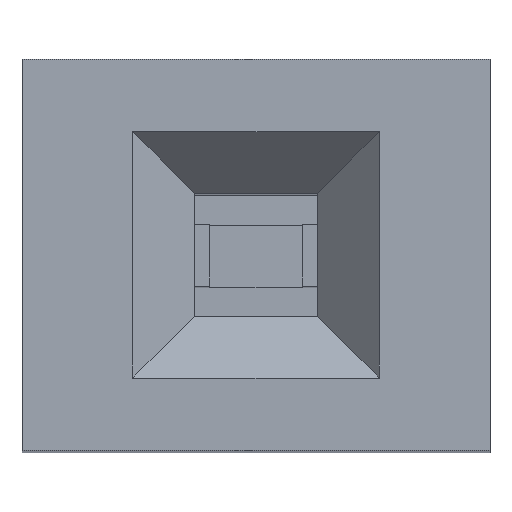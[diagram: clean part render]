
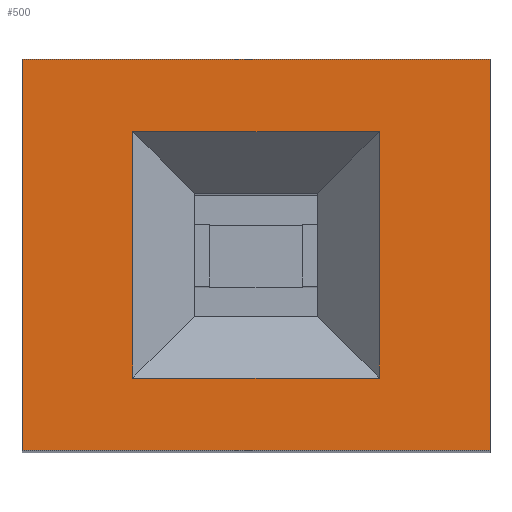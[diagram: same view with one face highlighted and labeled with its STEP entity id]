
A CAD part, top view. The second image highlights one B-rep face of the part: STEP entity #500.
In plain terms, the highlighted planar face has unit normal (0, 0, 1).
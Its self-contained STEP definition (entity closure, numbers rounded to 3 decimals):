
#39 = VERTEX_POINT ( 'NONE', #995 ) ;
#41 = VERTEX_POINT ( 'NONE', #1203 ) ;
#52 = VECTOR ( 'NONE', #925, 1000. ) ;
#103 = VERTEX_POINT ( 'NONE', #613 ) ;
#107 = VECTOR ( 'NONE', #668, 1000. ) ;
#169 = CARTESIAN_POINT ( 'NONE',  ( 0.8, -0.8, 8.5 ) ) ;
#195 = ORIENTED_EDGE ( 'NONE', *, *, #836, .F. ) ;
#206 = LINE ( 'NONE', #355, #52 ) ;
#267 = DIRECTION ( 'NONE',  ( 1., 0., 0. ) ) ;
#273 = VERTEX_POINT ( 'NONE', #169 ) ;
#278 = DIRECTION ( 'NONE',  ( -1., 0., 0. ) ) ;
#287 = PLANE ( 'NONE',  #519 ) ;
#289 = VECTOR ( 'NONE', #425, 1000. ) ;
#302 = EDGE_CURVE ( 'NONE', #412, #1189, #708, .T. ) ;
#306 = VECTOR ( 'NONE', #1228, 1000. ) ;
#327 = VERTEX_POINT ( 'NONE', #938 ) ;
#355 = CARTESIAN_POINT ( 'NONE',  ( 1.52, 1.27, 8.5 ) ) ;
#412 = VERTEX_POINT ( 'NONE', #1159 ) ;
#425 = DIRECTION ( 'NONE',  ( 0., -1., 0. ) ) ;
#451 = CARTESIAN_POINT ( 'NONE',  ( 1.52, -1.27, 8.5 ) ) ;
#463 = CARTESIAN_POINT ( 'NONE',  ( -0.8, 1.27, 8.5 ) ) ;
#485 = FACE_OUTER_BOUND ( 'NONE', #618, .T. ) ;
#494 = EDGE_CURVE ( 'NONE', #273, #412, #902, .T. ) ;
#500 = ADVANCED_FACE ( 'NONE', ( #624, #485 ), #287, .F. ) ;
#519 = AXIS2_PLACEMENT_3D ( 'NONE', #1056, #850, #278 ) ;
#521 = ORIENTED_EDGE ( 'NONE', *, *, #494, .T. ) ;
#523 = VECTOR ( 'NONE', #960, 1000. ) ;
#551 = DIRECTION ( 'NONE',  ( -1., 0., 0. ) ) ;
#613 = CARTESIAN_POINT ( 'NONE',  ( 1.52, 1.27, 8.5 ) ) ;
#618 = EDGE_LOOP ( 'NONE', ( #633, #1220, #195, #703 ) ) ;
#622 = CARTESIAN_POINT ( 'NONE',  ( -1.52, 1.27, 8.5 ) ) ;
#624 = FACE_BOUND ( 'NONE', #793, .T. ) ;
#633 = ORIENTED_EDGE ( 'NONE', *, *, #765, .T. ) ;
#661 = CARTESIAN_POINT ( 'NONE',  ( 0.8, 1.27, 8.5 ) ) ;
#668 = DIRECTION ( 'NONE',  ( -1., 0., 0. ) ) ;
#677 = LINE ( 'NONE', #1044, #824 ) ;
#687 = VERTEX_POINT ( 'NONE', #917 ) ;
#703 = ORIENTED_EDGE ( 'NONE', *, *, #816, .T. ) ;
#708 = LINE ( 'NONE', #463, #1107 ) ;
#730 = CARTESIAN_POINT ( 'NONE',  ( 1.52, 1.27, 8.5 ) ) ;
#736 = ORIENTED_EDGE ( 'NONE', *, *, #302, .T. ) ;
#761 = DIRECTION ( 'NONE',  ( 0., 1., 0. ) ) ;
#765 = EDGE_CURVE ( 'NONE', #41, #39, #817, .T. ) ;
#789 = LINE ( 'NONE', #451, #873 ) ;
#793 = EDGE_LOOP ( 'NONE', ( #1035, #521, #736, #1127 ) ) ;
#816 = EDGE_CURVE ( 'NONE', #103, #41, #206, .T. ) ;
#817 = LINE ( 'NONE', #622, #289 ) ;
#824 = VECTOR ( 'NONE', #267, 1000. ) ;
#836 = EDGE_CURVE ( 'NONE', #103, #327, #1006, .T. ) ;
#850 = DIRECTION ( 'NONE',  ( 0., 0., -1. ) ) ;
#873 = VECTOR ( 'NONE', #551, 1000. ) ;
#875 = EDGE_CURVE ( 'NONE', #327, #39, #789, .T. ) ;
#902 = LINE ( 'NONE', #1253, #107 ) ;
#917 = CARTESIAN_POINT ( 'NONE',  ( 0.8, 0.8, 8.5 ) ) ;
#925 = DIRECTION ( 'NONE',  ( -1., 0., 0. ) ) ;
#938 = CARTESIAN_POINT ( 'NONE',  ( 1.52, -1.27, 8.5 ) ) ;
#954 = CARTESIAN_POINT ( 'NONE',  ( -0.8, 0.8, 8.5 ) ) ;
#960 = DIRECTION ( 'NONE',  ( 0., -1., 0. ) ) ;
#970 = EDGE_CURVE ( 'NONE', #1189, #687, #677, .T. ) ;
#995 = CARTESIAN_POINT ( 'NONE',  ( -1.52, -1.27, 8.5 ) ) ;
#1006 = LINE ( 'NONE', #730, #306 ) ;
#1034 = LINE ( 'NONE', #661, #523 ) ;
#1035 = ORIENTED_EDGE ( 'NONE', *, *, #1147, .T. ) ;
#1044 = CARTESIAN_POINT ( 'NONE',  ( 1.52, 0.8, 8.5 ) ) ;
#1056 = CARTESIAN_POINT ( 'NONE',  ( 1.52, 1.27, 8.5 ) ) ;
#1107 = VECTOR ( 'NONE', #761, 1000. ) ;
#1127 = ORIENTED_EDGE ( 'NONE', *, *, #970, .T. ) ;
#1147 = EDGE_CURVE ( 'NONE', #687, #273, #1034, .T. ) ;
#1159 = CARTESIAN_POINT ( 'NONE',  ( -0.8, -0.8, 8.5 ) ) ;
#1189 = VERTEX_POINT ( 'NONE', #954 ) ;
#1203 = CARTESIAN_POINT ( 'NONE',  ( -1.52, 1.27, 8.5 ) ) ;
#1220 = ORIENTED_EDGE ( 'NONE', *, *, #875, .F. ) ;
#1228 = DIRECTION ( 'NONE',  ( 0., -1., 0. ) ) ;
#1253 = CARTESIAN_POINT ( 'NONE',  ( 1.52, -0.8, 8.5 ) ) ;
